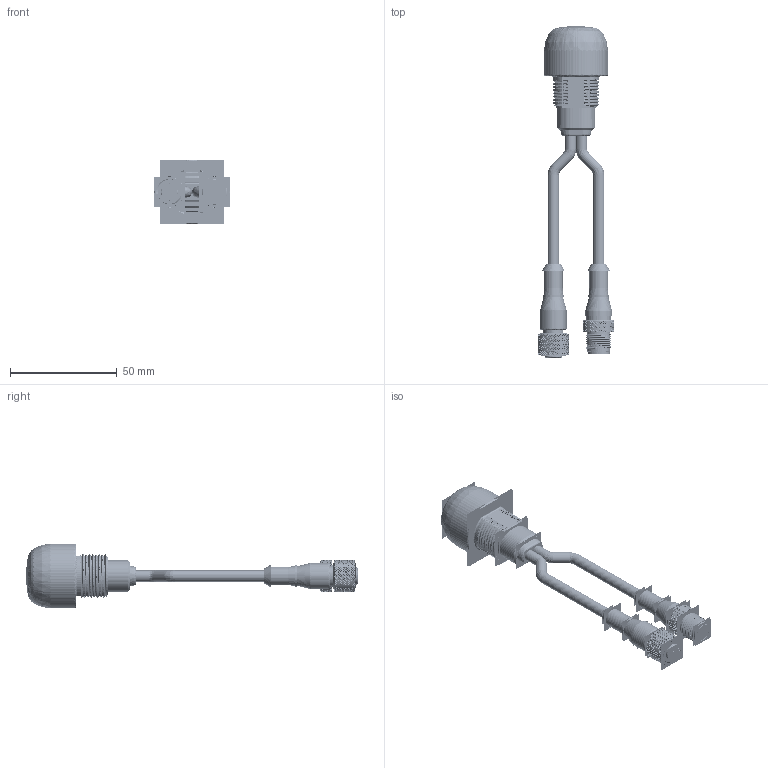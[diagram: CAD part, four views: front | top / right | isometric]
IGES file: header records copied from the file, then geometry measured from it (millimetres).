
Start section:  PTC IGES file: 207092.igs
Global section: file name: 207092.igs; native system: Creo Parametric by PTC Inc.; preprocessor: 2019292; author: PDMAdmin; organization: Unknown; date: 20200728.134801; units: millimetre
Bounding box: 35.74 x 155.18 x 30 mm (x, y, z)
Volume: 15522.9 mm3; surface area: 76344.6 mm2
Topology: 1 solids, 73 shells, 11354 faces, 50044 edges, 59408 vertices
Faces by surface type: bspline 8698, revolution 2656
